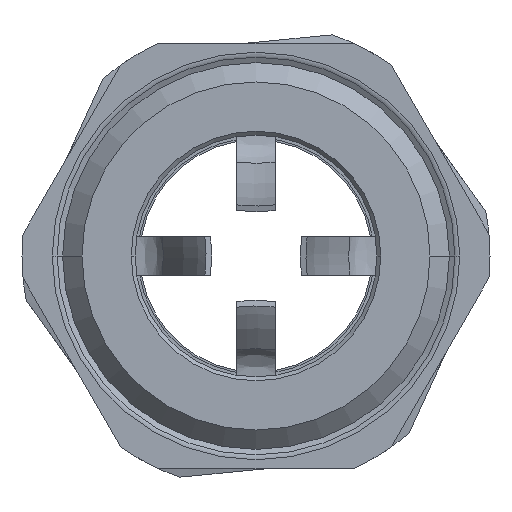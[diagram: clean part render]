
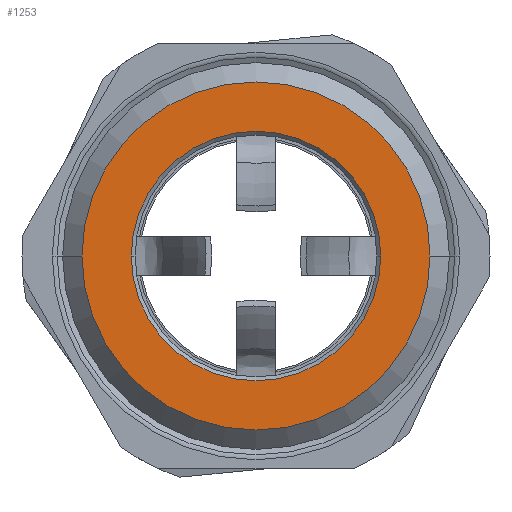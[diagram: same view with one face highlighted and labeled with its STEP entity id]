
A CAD part, front view. The second image highlights one B-rep face of the part: STEP entity #1253.
In plain terms, the highlighted planar face has unit normal (0, -1, 0).
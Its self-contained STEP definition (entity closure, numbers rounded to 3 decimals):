
#444=CARTESIAN_POINT('',(0.,-7.,0.));
#445=DIRECTION('',(0.,-1.,0.));
#446=DIRECTION('',(-1.,0.,0.));
#447=AXIS2_PLACEMENT_3D('',#444,#445,#446);
#449=CARTESIAN_POINT('',(0.,-7.,0.));
#450=DIRECTION('',(0.,-1.,0.));
#451=DIRECTION('',(1.,0.,0.));
#452=AXIS2_PLACEMENT_3D('',#449,#450,#451);
#454=CARTESIAN_POINT('',(0.,-7.,0.));
#455=DIRECTION('',(0.,1.,0.));
#456=DIRECTION('',(1.,0.,0.));
#457=AXIS2_PLACEMENT_3D('',#454,#455,#456);
#459=CARTESIAN_POINT('',(0.,-7.,0.));
#460=DIRECTION('',(0.,1.,0.));
#461=DIRECTION('',(-1.,0.,0.));
#462=AXIS2_PLACEMENT_3D('',#459,#460,#461);
#551=CARTESIAN_POINT('',(-6.45,-7.,0.));
#553=VERTEX_POINT('',#551);
#557=CARTESIAN_POINT('',(6.45,-7.,0.));
#558=VERTEX_POINT('',#557);
#568=CARTESIAN_POINT('',(9.,-7.,0.));
#570=VERTEX_POINT('',#568);
#571=CARTESIAN_POINT('',(-9.,-7.,0.));
#572=VERTEX_POINT('',#571);
#1237=CARTESIAN_POINT('',(-6.25,-7.,0.));
#1238=DIRECTION('',(0.,-1.,0.));
#1239=DIRECTION('',(1.,0.,0.));
#1240=AXIS2_PLACEMENT_3D('',#1237,#1238,#1239);
#1241=PLANE('',#1240);
#1243=ORIENTED_EDGE('',*,*,#1242,.F.);
#1244=ORIENTED_EDGE('',*,*,#1227,.F.);
#1245=EDGE_LOOP('',(#1243,#1244));
#1246=FACE_OUTER_BOUND('',#1245,.F.);
#1248=ORIENTED_EDGE('',*,*,#1247,.F.);
#1250=ORIENTED_EDGE('',*,*,#1249,.F.);
#1251=EDGE_LOOP('',(#1248,#1250));
#1252=FACE_BOUND('',#1251,.F.);
#1253=ADVANCED_FACE('',(#1246,#1252),#1241,.T.);
#448=CIRCLE('',#447,9.);
#453=CIRCLE('',#452,9.);
#458=CIRCLE('',#457,6.45);
#463=CIRCLE('',#462,6.45);
#1227=EDGE_CURVE('',#570,#572,#453,.T.);
#1242=EDGE_CURVE('',#572,#570,#448,.T.);
#1247=EDGE_CURVE('',#558,#553,#458,.T.);
#1249=EDGE_CURVE('',#553,#558,#463,.T.);
